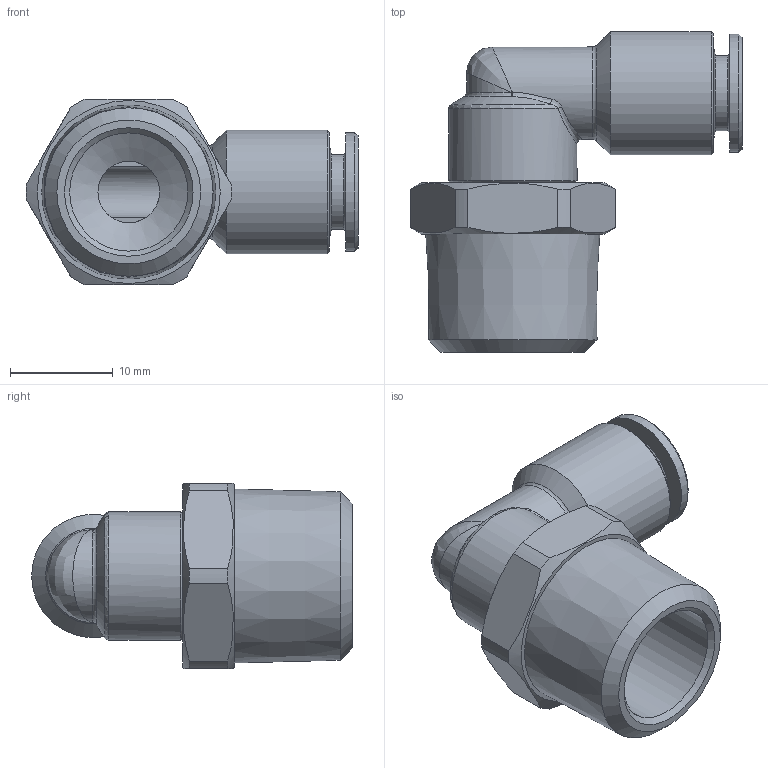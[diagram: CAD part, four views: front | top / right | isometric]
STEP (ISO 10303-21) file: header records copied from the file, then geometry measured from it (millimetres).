
FILE_DESCRIPTION(( 'MA.15.06.38.stp' ), '1');
FILE_NAME( 'MA.15.06.38.stp', '2021-03-01T10:44:02',( 'Sopra'),('sopra-pneumatic.com'), 'SwSTEP 2.0','SolidWorks 2009','' );
FILE_SCHEMA( ( 'AUTOMOTIVE_DESIGN { 1 0 10303 214 1 1 1 1 }' ) );
Length unit declared in the file: metre
Products named in the file (1): Taglia-Rivoluzione1
Bounding box: 32.3 x 31.2 x 18 mm (x, y, z)
Volume: 4334.6 mm3; surface area: 3612.8 mm2
Topology: 1 solids, 1 shells, 61 faces, 150 edges, 93 vertices
Faces by surface type: cylinder 17, cone 15, plane 15, bspline 10, torus 4
Full cylindrical faces by diameter (mm): 5 x1, 6 x1, 6.15 x1, 7.3 x1, 9 x1, 11.5 x2, 12 x1, 12.5 x1
Entity records: 2700 total; most frequent: CARTESIAN_POINT 1014, ORIENTED_EDGE 232, DIRECTION 224, EDGE_CURVE 116, AXIS2_PLACEMENT_3D 105, EDGE_LOOP 91, VERTEX_POINT 87, FACE_OUTER_BOUND 71
